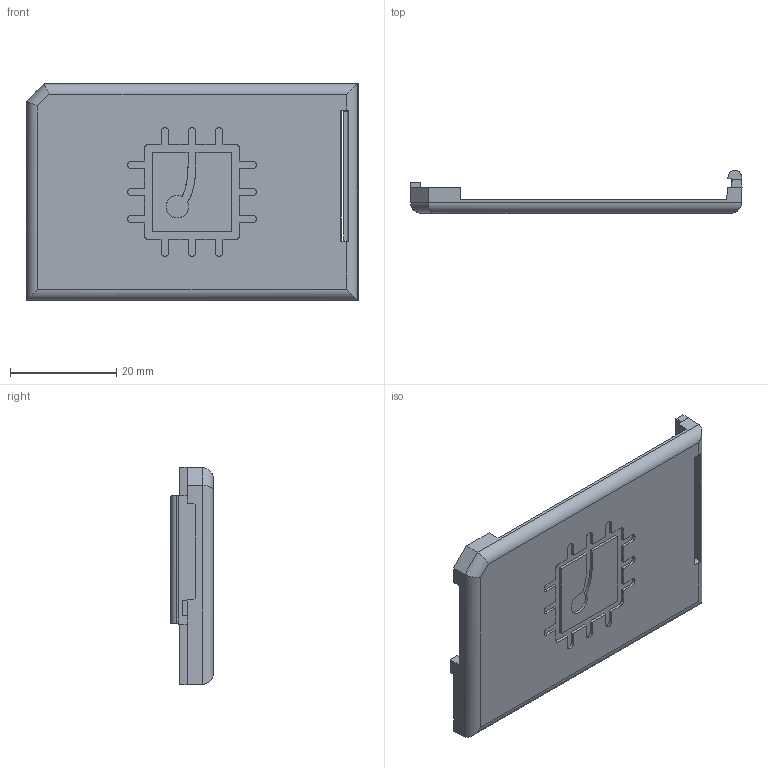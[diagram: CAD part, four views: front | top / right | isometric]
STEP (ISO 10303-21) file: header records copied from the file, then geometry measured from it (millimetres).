
FILE_DESCRIPTION (( 'STEP AP214' ), '1' );
FILE_NAME ('NTC-100089_C.H.I.P._Case_06-14-2016_r0.96B.STEP', '2016-06-14T19:33:34', ( '' ), ( '' ), 'SwSTEP 2.0', 'SolidWorks 2015', '' );
FILE_SCHEMA (( 'AUTOMOTIVE_DESIGN' ));
Length unit declared in the file: millimetre
Products named in the file (1): NTC-100089_C.H.I.P._Case_06-14-2016_r0.96B
Bounding box: 62.5 x 8.05 x 41 mm (x, y, z)
Volume: 5568.6 mm3; surface area: 6345.7 mm2
Topology: 1 solids, 1 shells, 149 faces, 422 edges, 276 vertices
Faces by surface type: plane 99, bspline 35, cylinder 12, cone 3
Entity records: 5022 total; most frequent: CARTESIAN_POINT 1425, ORIENTED_EDGE 844, DIRECTION 566, EDGE_CURVE 422, LINE 324, VECTOR 324, VERTEX_POINT 276, EDGE_LOOP 152
